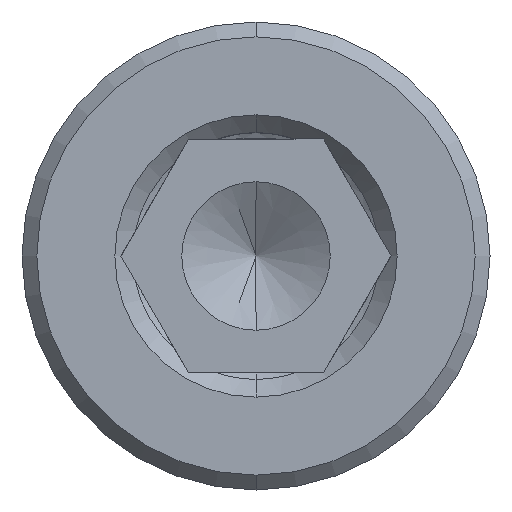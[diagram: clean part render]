
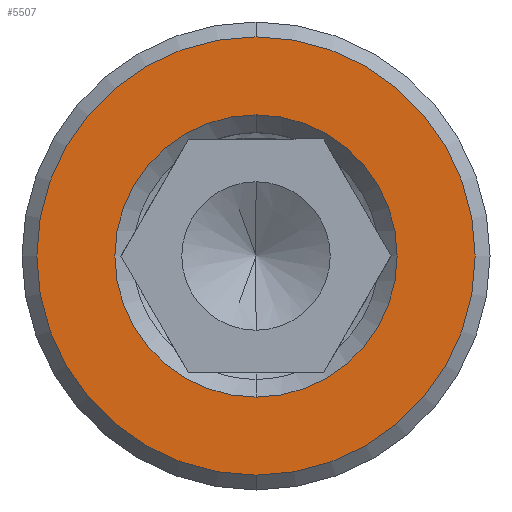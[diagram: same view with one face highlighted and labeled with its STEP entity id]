
A CAD part, front view. The second image highlights one B-rep face of the part: STEP entity #5507.
In plain terms, the highlighted planar face has unit normal (0, -1, 0).
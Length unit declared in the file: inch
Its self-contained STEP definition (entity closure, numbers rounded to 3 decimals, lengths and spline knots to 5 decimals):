
#120 = VERTEX_POINT ( 'NONE', #3872 ) ;
#155 = CARTESIAN_POINT ( 'NONE',  ( 0., 0., 0. ) ) ;
#178 = DIRECTION ( 'NONE',  ( 0., 0., -1. ) ) ;
#179 = DIRECTION ( 'NONE',  ( 0., -1., 0. ) ) ;
#382 = VERTEX_POINT ( 'NONE', #4850 ) ;
#526 = ORIENTED_EDGE ( 'NONE', *, *, #2353, .T. ) ;
#729 = DIRECTION ( 'NONE',  ( 0., 0., 1. ) ) ;
#730 = ORIENTED_EDGE ( 'NONE', *, *, #1552, .T. ) ;
#838 = CARTESIAN_POINT ( 'NONE',  ( 0., 0., 0. ) ) ;
#944 = AXIS2_PLACEMENT_3D ( 'NONE', #3269, #179, #1951 ) ;
#1170 = CIRCLE ( 'NONE', #4367, 0.095 ) ;
#1413 = DIRECTION ( 'NONE',  ( 0., 0., 1. ) ) ;
#1547 = CARTESIAN_POINT ( 'NONE',  ( 0., 0., 0. ) ) ;
#1552 = EDGE_CURVE ( 'NONE', #120, #5177, #4156, .T. ) ;
#1828 = AXIS2_PLACEMENT_3D ( 'NONE', #1547, #2002, #178 ) ;
#1839 = DIRECTION ( 'NONE',  ( 0., -1., 0. ) ) ;
#1951 = DIRECTION ( 'NONE',  ( 0., 0., 1. ) ) ;
#1958 = DIRECTION ( 'NONE',  ( 0., 0., -1. ) ) ;
#2002 = DIRECTION ( 'NONE',  ( 0., -1., 0. ) ) ;
#2092 = FACE_OUTER_BOUND ( 'NONE', #2207, .T. ) ;
#2207 = EDGE_LOOP ( 'NONE', ( #730, #526 ) ) ;
#2235 = VERTEX_POINT ( 'NONE', #5004 ) ;
#2244 = AXIS2_PLACEMENT_3D ( 'NONE', #838, #3900, #729 ) ;
#2353 = EDGE_CURVE ( 'NONE', #5177, #120, #4959, .T. ) ;
#2663 = AXIS2_PLACEMENT_3D ( 'NONE', #5342, #1839, #1413 ) ;
#3161 = CARTESIAN_POINT ( 'NONE',  ( 0., 0., -0.14748 ) ) ;
#3269 = CARTESIAN_POINT ( 'NONE',  ( 0., 0., 0. ) ) ;
#3759 = EDGE_CURVE ( 'NONE', #382, #2235, #4131, .T. ) ;
#3872 = CARTESIAN_POINT ( 'NONE',  ( 0., 0., 0.14748 ) ) ;
#3900 = DIRECTION ( 'NONE',  ( 0., 1., 0. ) ) ;
#4131 = CIRCLE ( 'NONE', #1828, 0.095 ) ;
#4138 = ORIENTED_EDGE ( 'NONE', *, *, #3759, .F. ) ;
#4156 = CIRCLE ( 'NONE', #944, 0.14748 ) ;
#4302 = PLANE ( 'NONE',  #2244 ) ;
#4367 = AXIS2_PLACEMENT_3D ( 'NONE', #155, #5400, #1958 ) ;
#4739 = FACE_BOUND ( 'NONE', #5222, .T. ) ;
#4850 = CARTESIAN_POINT ( 'NONE',  ( 0., 0., 0.095 ) ) ;
#4959 = CIRCLE ( 'NONE', #2663, 0.14748 ) ;
#5004 = CARTESIAN_POINT ( 'NONE',  ( 0., 0., -0.095 ) ) ;
#5177 = VERTEX_POINT ( 'NONE', #3161 ) ;
#5193 = EDGE_CURVE ( 'NONE', #2235, #382, #1170, .T. ) ;
#5222 = EDGE_LOOP ( 'NONE', ( #5590, #4138 ) ) ;
#5342 = CARTESIAN_POINT ( 'NONE',  ( 0., 0., 0. ) ) ;
#5400 = DIRECTION ( 'NONE',  ( 0., -1., 0. ) ) ;
#5507 = ADVANCED_FACE ( 'NONE', ( #2092, #4739 ), #4302, .F. ) ;
#5590 = ORIENTED_EDGE ( 'NONE', *, *, #5193, .F. ) ;
